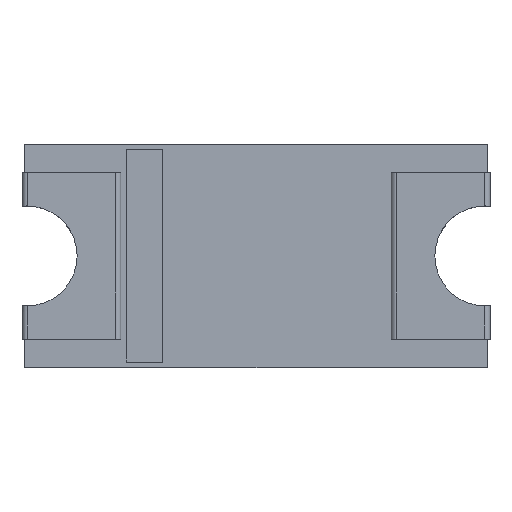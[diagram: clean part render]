
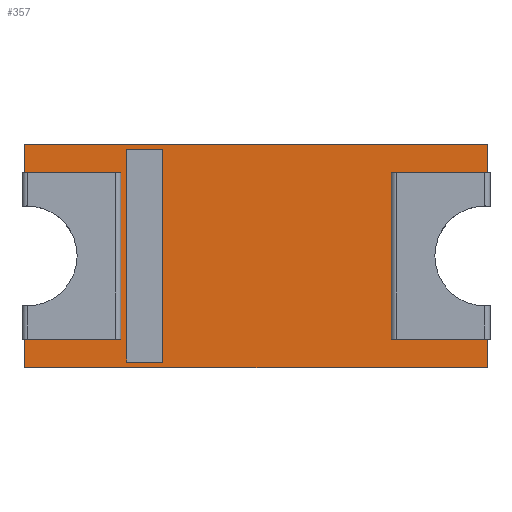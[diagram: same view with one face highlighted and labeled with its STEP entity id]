
A CAD part, top view. The second image highlights one B-rep face of the part: STEP entity #357.
In plain terms, the highlighted planar face has unit normal (0, 0, 1).
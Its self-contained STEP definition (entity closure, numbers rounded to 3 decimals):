
#13=DIRECTION('',(0.,0.,1.));
#28=VECTOR('',#29,1.);
#29=DIRECTION('',(1.,0.,0.));
#105=VERTEX_POINT('',#106);
#106=CARTESIAN_POINT('',(1.3,0.8,0.91));
#110=ORIENTED_EDGE('',*,*,#111,.T.);
#111=EDGE_CURVE('',#105,#112,#114,.T.);
#112=VERTEX_POINT('',#113);
#113=CARTESIAN_POINT('',(2.225,0.8,0.91));
#114=LINE('',#115,#28);
#115=CARTESIAN_POINT('',(-0.463,0.8,0.91));
#251=VERTEX_POINT('',#252);
#252=CARTESIAN_POINT('',(1.3,-0.8,0.91));
#257=EDGE_CURVE('',#251,#258,#260,.T.);
#258=VERTEX_POINT('',#259);
#259=CARTESIAN_POINT('',(2.225,-0.8,0.91));
#260=LINE('',#261,#28);
#261=CARTESIAN_POINT('',(-0.463,-0.8,0.91));
#272=ORIENTED_EDGE('',*,*,#273,.T.);
#273=EDGE_CURVE('',#251,#105,#274,.T.);
#274=LINE('',#275,#276);
#275=CARTESIAN_POINT('',(1.3,-0.138,0.91));
#276=VECTOR('',#277,1.);
#277=DIRECTION('',(0.,1.,0.));
#290=VECTOR('',#291,1.);
#291=DIRECTION('',(0.,1.,0.));
#297=VECTOR('',#298,1.);
#298=DIRECTION('',(1.,0.,0.));
#311=VECTOR('',#312,1.);
#312=DIRECTION('',(-1.,0.,0.));
#319=VECTOR('',#320,1.);
#320=DIRECTION('',(0.,-1.,0.));
#347=EDGE_CURVE('',#112,#348,#350,.T.);
#348=VERTEX_POINT('',#349);
#349=CARTESIAN_POINT('',(2.225,1.075,0.91));
#350=LINE('',#351,#290);
#351=CARTESIAN_POINT('',(2.225,-1.075,0.91));
#357=ADVANCED_FACE('',(#358,#400),#428,.T.);
#358=FACE_BOUND('',#359,.T.);
#359=EDGE_LOOP('',(#360,#361,#366,#372,#378,#384,#390,#393,#397,#399,#272,#110));
#360=ORIENTED_EDGE('',*,*,#347,.T.);
#361=ORIENTED_EDGE('',*,*,#362,.F.);
#362=EDGE_CURVE('',#363,#348,#365,.T.);
#363=VERTEX_POINT('',#364);
#364=CARTESIAN_POINT('',(-2.225,1.075,0.91));
#365=LINE('',#364,#297);
#366=ORIENTED_EDGE('',*,*,#367,.F.);
#367=EDGE_CURVE('',#368,#363,#370,.T.);
#368=VERTEX_POINT('',#369);
#369=CARTESIAN_POINT('',(-2.225,0.8,0.91));
#370=LINE('',#371,#290);
#371=CARTESIAN_POINT('',(-2.225,-1.075,0.91));
#372=ORIENTED_EDGE('',*,*,#373,.F.);
#373=EDGE_CURVE('',#374,#368,#376,.T.);
#374=VERTEX_POINT('',#375);
#375=CARTESIAN_POINT('',(-1.3,0.8,0.91));
#376=LINE('',#377,#311);
#377=CARTESIAN_POINT('',(-1.763,0.8,0.91));
#378=ORIENTED_EDGE('',*,*,#379,.T.);
#379=EDGE_CURVE('',#374,#380,#382,.T.);
#380=VERTEX_POINT('',#381);
#381=CARTESIAN_POINT('',(-1.3,-0.8,0.91));
#382=LINE('',#383,#319);
#383=CARTESIAN_POINT('',(-1.3,-0.938,0.91));
#384=ORIENTED_EDGE('',*,*,#385,.T.);
#385=EDGE_CURVE('',#380,#386,#388,.T.);
#386=VERTEX_POINT('',#387);
#387=CARTESIAN_POINT('',(-2.225,-0.8,0.91));
#388=LINE('',#389,#311);
#389=CARTESIAN_POINT('',(-1.763,-0.8,0.91));
#390=ORIENTED_EDGE('',*,*,#391,.F.);
#391=EDGE_CURVE('',#392,#386,#370,.T.);
#392=VERTEX_POINT('',#371);
#393=ORIENTED_EDGE('',*,*,#394,.T.);
#394=EDGE_CURVE('',#392,#395,#396,.T.);
#395=VERTEX_POINT('',#351);
#396=LINE('',#371,#297);
#397=ORIENTED_EDGE('',*,*,#398,.T.);
#398=EDGE_CURVE('',#395,#258,#350,.T.);
#399=ORIENTED_EDGE('',*,*,#257,.F.);
#400=FACE_BOUND('',#401,.T.);
#401=EDGE_LOOP('',(#402,#410,#418,#424));
#402=ORIENTED_EDGE('',*,*,#403,.F.);
#403=EDGE_CURVE('',#404,#406,#408,.T.);
#404=VERTEX_POINT('',#405);
#405=CARTESIAN_POINT('',(-0.895,-1.02,0.91));
#406=VERTEX_POINT('',#407);
#407=CARTESIAN_POINT('',(-0.895,1.02,0.91));
#408=LINE('',#409,#290);
#409=CARTESIAN_POINT('',(-0.895,-1.048,0.91));
#410=ORIENTED_EDGE('',*,*,#411,.T.);
#411=EDGE_CURVE('',#404,#412,#414,.T.);
#412=VERTEX_POINT('',#413);
#413=CARTESIAN_POINT('',(-1.245,-1.02,0.91));
#414=LINE('',#415,#416);
#415=CARTESIAN_POINT('',(-1.735,-1.02,0.91));
#416=VECTOR('',#417,1.);
#417=DIRECTION('',(-1.,0.,0.));
#418=ORIENTED_EDGE('',*,*,#419,.T.);
#419=EDGE_CURVE('',#412,#420,#422,.T.);
#420=VERTEX_POINT('',#421);
#421=CARTESIAN_POINT('',(-1.245,1.02,0.91));
#422=LINE('',#423,#290);
#423=CARTESIAN_POINT('',(-1.245,-1.048,0.91));
#424=ORIENTED_EDGE('',*,*,#425,.F.);
#425=EDGE_CURVE('',#406,#420,#426,.T.);
#426=LINE('',#427,#416);
#427=CARTESIAN_POINT('',(-1.735,1.02,0.91));
#428=PLANE('',#429);
#429=AXIS2_PLACEMENT_3D('',#371,#13,#298);
